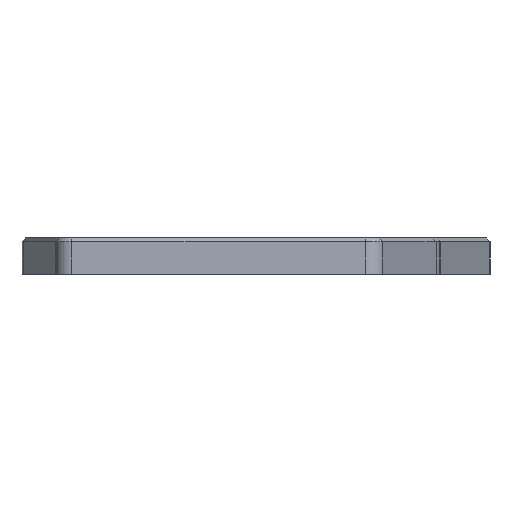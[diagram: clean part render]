
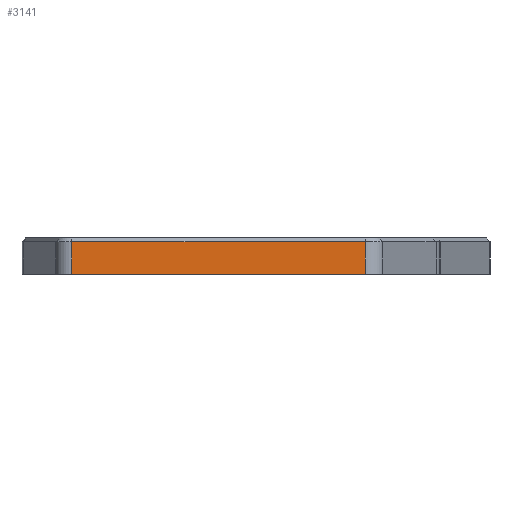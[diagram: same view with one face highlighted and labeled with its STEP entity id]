
A CAD part, left-side view. The second image highlights one B-rep face of the part: STEP entity #3141.
In plain terms, the highlighted planar face has unit normal (-1, 0, 0).
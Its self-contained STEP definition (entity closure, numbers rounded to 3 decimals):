
#537 = ORIENTED_EDGE ( 'NONE', *, *, #3002, .T. ) ;
#900 = AXIS2_PLACEMENT_3D ( 'NONE', #7146, #11251, #2021 ) ;
#1746 = ORIENTED_EDGE ( 'NONE', *, *, #3389, .T. ) ;
#1814 = DIRECTION ( 'NONE',  ( 0., 0., 1. ) ) ;
#1838 = CARTESIAN_POINT ( 'NONE',  ( -3.314, -74.53, 2.75 ) ) ;
#2021 = DIRECTION ( 'NONE',  ( 0., -1., 0. ) ) ;
#3002 = EDGE_CURVE ( 'NONE', #8599, #9022, #7953, .T. ) ;
#3024 = PLANE ( 'NONE',  #900 ) ;
#3141 = ADVANCED_FACE ( 'NONE', ( #5051 ), #3024, .T. ) ;
#3142 = VERTEX_POINT ( 'NONE', #5321 ) ;
#3389 = EDGE_CURVE ( 'NONE', #9022, #3142, #4836, .T. ) ;
#4006 = DIRECTION ( 'NONE',  ( 0., 0., 1. ) ) ;
#4350 = VECTOR ( 'NONE', #8749, 1000. ) ;
#4836 = LINE ( 'NONE', #6670, #4350 ) ;
#5051 = FACE_OUTER_BOUND ( 'NONE', #11020, .T. ) ;
#5321 = CARTESIAN_POINT ( 'NONE',  ( -3.287, -0.697, 2.75 ) ) ;
#5336 = VECTOR ( 'NONE', #4006, 1000. ) ;
#5359 = CARTESIAN_POINT ( 'NONE',  ( -3.287, -0.697, -5.45 ) ) ;
#5628 = ORIENTED_EDGE ( 'NONE', *, *, #7684, .F. ) ;
#6670 = CARTESIAN_POINT ( 'NONE',  ( -3.287, -0.697, 2.75 ) ) ;
#7146 = CARTESIAN_POINT ( 'NONE',  ( -3.287, -2.497, 2.55 ) ) ;
#7262 = VECTOR ( 'NONE', #10879, 1000. ) ;
#7363 = EDGE_CURVE ( 'NONE', #8833, #3142, #13240, .T. ) ;
#7684 = EDGE_CURVE ( 'NONE', #8599, #8833, #8718, .T. ) ;
#7716 = CARTESIAN_POINT ( 'NONE',  ( -3.286, 0.001, -5.45 ) ) ;
#7953 = LINE ( 'NONE', #12936, #12085 ) ;
#8599 = VERTEX_POINT ( 'NONE', #13320 ) ;
#8718 = LINE ( 'NONE', #7716, #7262 ) ;
#8749 = DIRECTION ( 'NONE',  ( 0., 1., 0. ) ) ;
#8833 = VERTEX_POINT ( 'NONE', #5359 ) ;
#9022 = VERTEX_POINT ( 'NONE', #1838 ) ;
#10879 = DIRECTION ( 'NONE',  ( 0., 1., 0. ) ) ;
#11020 = EDGE_LOOP ( 'NONE', ( #537, #1746, #12484, #5628 ) ) ;
#11251 = DIRECTION ( 'NONE',  ( -1., 0., 0. ) ) ;
#12085 = VECTOR ( 'NONE', #1814, 1000. ) ;
#12369 = CARTESIAN_POINT ( 'NONE',  ( -3.287, -0.697, 2.55 ) ) ;
#12484 = ORIENTED_EDGE ( 'NONE', *, *, #7363, .F. ) ;
#12936 = CARTESIAN_POINT ( 'NONE',  ( -3.314, -74.53, 2.55 ) ) ;
#13240 = LINE ( 'NONE', #12369, #5336 ) ;
#13320 = CARTESIAN_POINT ( 'NONE',  ( -3.314, -74.53, -5.45 ) ) ;
